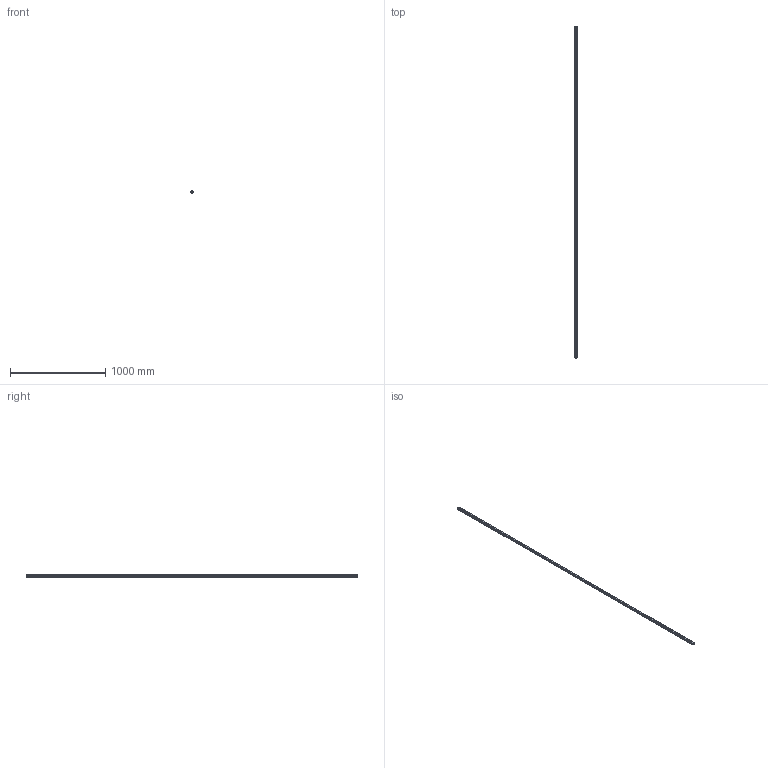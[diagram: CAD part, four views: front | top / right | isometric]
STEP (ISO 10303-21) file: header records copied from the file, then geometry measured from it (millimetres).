
FILE_DESCRIPTION(('STEP AP214'),'1');
FILE_NAME('cctmp_C3364F28-A84E-4BDF-A696-103EDE5799ED_2020_5_28_15_4_18_382..stp','2020-05-28T13:04:18',('HIWIN GmbH'),('CADClick - www.CADClick.com'),'Spatial InterOp 3D',' ','unknown authorization');
FILE_SCHEMA(('AUTOMOTIVE_DESIGN'));
Length unit declared in the file: millimetre
Products named in the file (1): HGR25R3480H_FILE
Bounding box: 23 x 3480 x 22 mm (x, y, z)
Volume: 1446761 mm3; surface area: 357328.1 mm2
Topology: 1 solids, 1 shells, 807 faces, 2055 edges, 1370 vertices
Faces by surface type: plane 437, cylinder 370
Entity records: 31513 total; most frequent: DIRECTION 4875, CARTESIAN_POINT 4233, ORIENTED_EDGE 4110, EDGE_CURVE 2055, AXIS2_PLACEMENT_3D 2012, VERTEX_POINT 1370, CIRCLE 972, EDGE_LOOP 927
